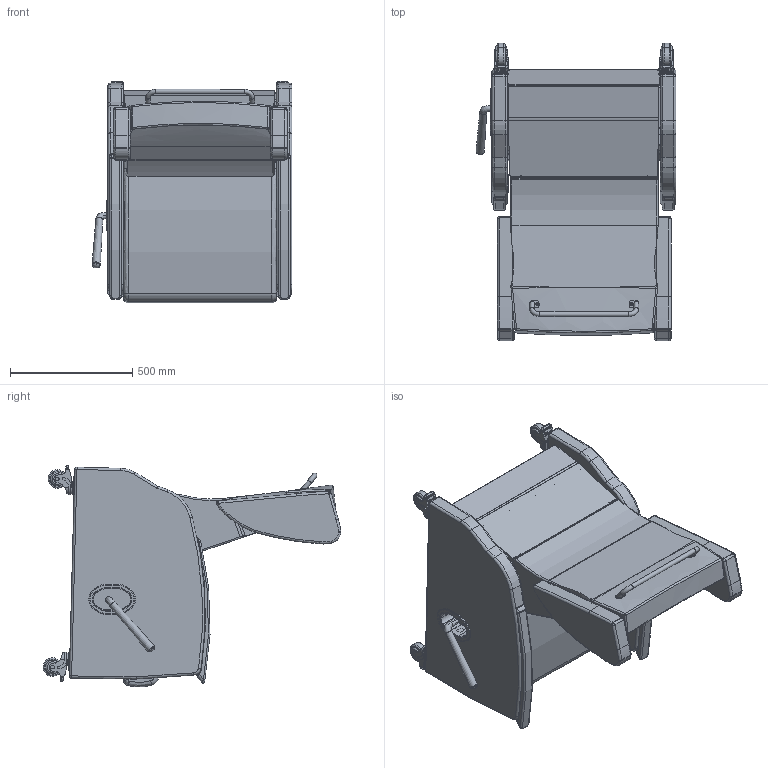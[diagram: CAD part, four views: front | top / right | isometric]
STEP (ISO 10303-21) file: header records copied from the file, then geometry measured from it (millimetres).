
FILE_DESCRIPTION(/* description */ (''),/* implementation_level */ '2;1');
FILE_NAME(/* name */ 'E2117W.stp',/* time_stamp */ '2017-09-13T07:37:37-04:00',/* author */ ('emehringer'),/* organization */ (''),/* preprocessor_version */ 'ST-DEVELOPER v16.5',/* originating_system */ 'Autodesk Inventor 2017',/* authorisation */ '');
FILE_SCHEMA (('AUTOMOTIVE_DESIGN { 1 0 10303 214 3 1 1 }'));
Length unit declared in the file: inch
Products named in the file (31): E2117U-W-J; UBACK 2010; UBACK 2010_1; UPHOLSTERED WING-1; PB3; PUSH BAR 17.625; PUSH BAR 17.625_1; PUSH BAR 17.625 right side; 1420X1.5 PSHPB; 4000 UKP; 4000 USEAT; EC4017 UKO; EV7070 UBACK FLAP; BEZEL-1; HDL 3000 BLK; HDL 3000 BLKPLASTIC; HDL 3000 BLK METAL; E3010 FARM L; E3010 FARM R; CAST COL 4inSLB; _NG-03AMP-125-TL-TP01_fork; _TP01_Next Generation Series_0; _NG-03QDP-125-SW-TP01_rivet; _NG-03AMP-125-TL-TP01_wheel_core; _NG-03AMP-125-TL-TP01_wheel_tread; _NG-03AMP-125-TL-TP01_wheel_guard; _NG-03AMP-125-TL-TP01_wheel_tguard; _NG-03AMP-125-TL-TP01_cap; EV7000 MAC BLK; CABLE LEVER; 7000-2 CON PLT
Assembly tree (37 placements, depth 5):
  E2117U-W-J
    UBACK 2010
      UBACK 2010_1
      UPHOLSTERED WING-1  x2
      PB3
        PUSH BAR 17.625
          PUSH BAR 17.625_1
          PUSH BAR 17.625 right side
        1420X1.5 PSHPB  x2
    4000 UKP
    4000 USEAT
    EC4017 UKO
    EV7070 UBACK FLAP
    BEZEL-1
    HDL 3000 BLK
      HDL 3000 BLKPLASTIC
      HDL 3000 BLK METAL
    E3010 FARM L
    E3010 FARM R
    CAST COL 4inSLB  x4
      _NG-03AMP-125-TL-TP01_fork
      _TP01_Next Generation Series_0
      _NG-03QDP-125-SW-TP01_rivet
      _NG-03AMP-125-TL-TP01_wheel_core
      _NG-03AMP-125-TL-TP01_wheel_tread
      _NG-03AMP-125-TL-TP01_wheel_guard
      _NG-03AMP-125-TL-TP01_wheel_tguard
      _NG-03AMP-125-TL-TP01_cap
    EV7000 MAC BLK  x2
    CABLE LEVER
    7000-2 CON PLT
Bounding box: 817.22 x 1216.82 x 906.65 mm (x, y, z)
Volume: 188012855.6 mm3; surface area: 6706706.5 mm2
Topology: 57 solids, 67 shells, 1615 faces, 3788 edges, 2331 vertices
Faces by surface type: cylinder 702, plane 524, torus 234, bspline 82, sphere 37, cone 36
Full cylindrical faces by diameter (mm): 5.556 x4, 5.953 x1, 6.35 x10, 7.938 x2, 9.525 x2, 11.989 x4, 12.497 x2, 14.877 x4, 15.062 x4, 15.24 x8, 19.05 x3, 19.075 x4, 25.4 x4, 31.75 x1, 38.049 x4, 44.298 x4, 52.273 x4, 55.372 x8, 57.15 x8, 76.2 x4
Entity records: 36873 total; most frequent: CARTESIAN_POINT 14148, DIRECTION 4958, ORIENTED_EDGE 4240, EDGE_CURVE 2120, AXIS2_PLACEMENT_3D 2039, VERTEX_POINT 1307, EDGE_LOOP 1081, CIRCLE 1017
